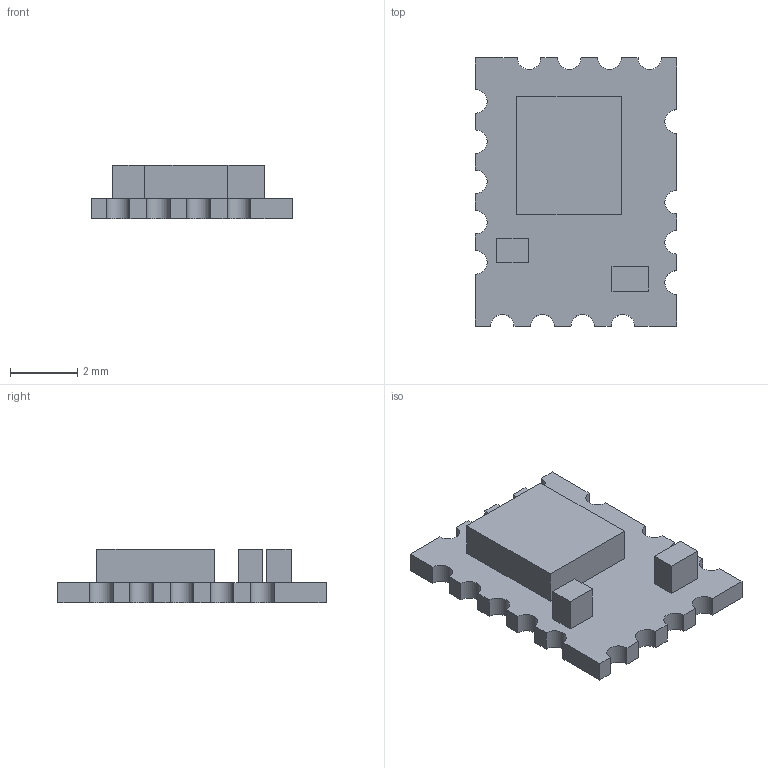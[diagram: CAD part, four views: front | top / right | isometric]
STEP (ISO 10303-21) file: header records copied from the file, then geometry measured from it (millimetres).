
FILE_DESCRIPTION( ( '' ), ' ' );
FILE_NAME( '5a58be098906bd0ed1265c76.step', '2018-01-12T13:54:17', ( '' ), ( '' ), ' ', ' ', ' ' );
FILE_SCHEMA( ( 'AUTOMOTIVE_DESIGN { 1 0 10303 214 1 1 1 1 }' ) );
Length unit declared in the file: metre
Products named in the file (4): Open CASCADE STEP translator 6.8 4; Open CASCADE STEP translator 6.8 3; Open CASCADE STEP translator 6.8 2; Open CASCADE STEP translator 6.8 1
Bounding box: 6 x 8 x 1.6 mm (x, y, z)
Volume: 39.3 mm3; surface area: 155.5 mm2
Topology: 4 solids, 4 shells, 58 faces, 150 edges, 100 vertices
Faces by surface type: plane 41, cylinder 17
Entity records: 3028 total; most frequent: CARTESIAN_POINT 312, DIRECTION 308, ORIENTED_EDGE 300, STYLED_ITEM 208, PRESENTATION_STYLE_ASSIGNMENT 208, COLOUR_RGB 208, EDGE_CURVE 150, CURVE_STYLE 150
